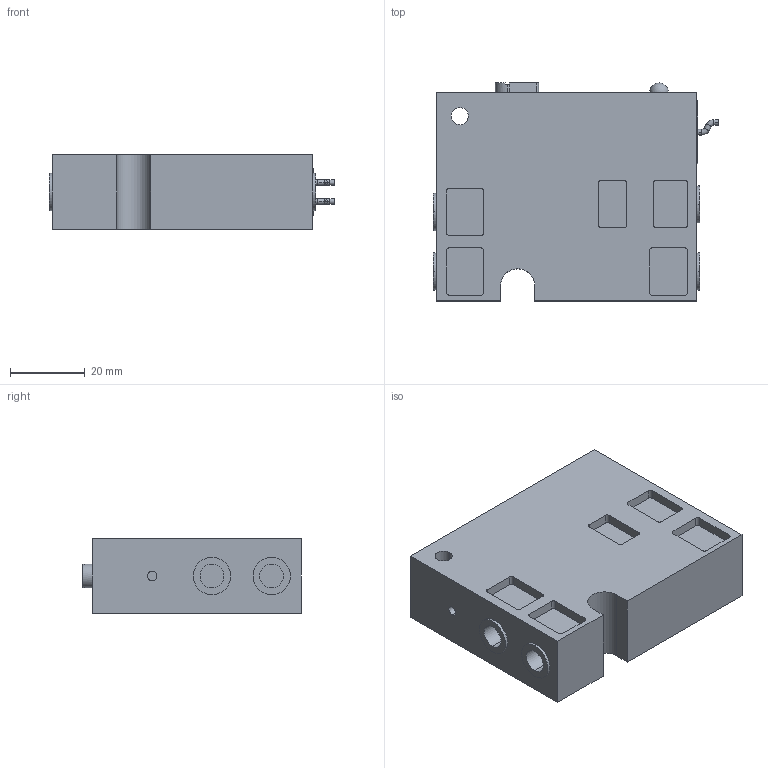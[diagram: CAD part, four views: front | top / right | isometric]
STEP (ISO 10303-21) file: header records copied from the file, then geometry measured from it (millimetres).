
FILE_DESCRIPTION (( 'STEP AP214' ), '1' );
FILE_NAME ('BVS-46M1-12D.step', '2016-07-27T15:16:28', ( '' ), ( '' ), 'SwSTEP 2.0', 'SolidWorks 2016', '' );
FILE_SCHEMA (( 'AUTOMOTIVE_DESIGN' ));
Length unit declared in the file: inch
Products named in the file (1): BVS-46M1-12D
Bounding box: 76.43 x 58.42 x 20.07 mm (x, y, z)
Volume: 71724.7 mm3; surface area: 16157.1 mm2
Topology: 1 solids, 1 shells, 173 faces, 438 edges, 289 vertices
Faces by surface type: plane 85, cylinder 78, torus 8, sphere 2
Entity records: 6015 total; most frequent: DIRECTION 960, CARTESIAN_POINT 895, ORIENTED_EDGE 868, EDGE_CURVE 434, AXIS2_PLACEMENT_3D 352, VERTEX_POINT 287, VECTOR 256, LINE 256
